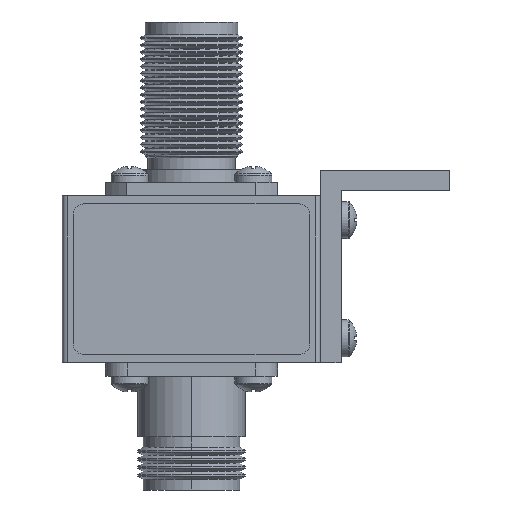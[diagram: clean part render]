
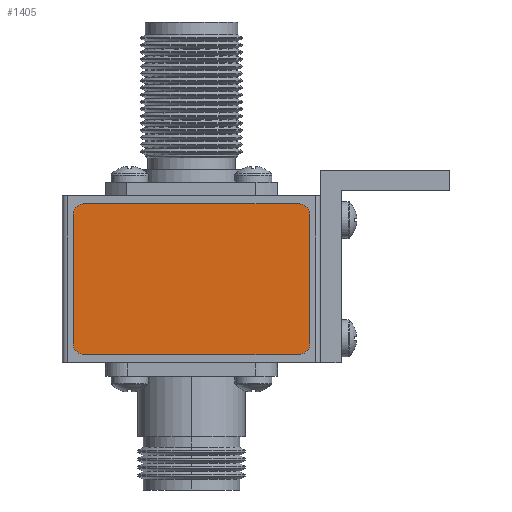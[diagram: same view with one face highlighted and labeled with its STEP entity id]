
A CAD part, front view. The second image highlights one B-rep face of the part: STEP entity #1405.
In plain terms, the highlighted face is planar.
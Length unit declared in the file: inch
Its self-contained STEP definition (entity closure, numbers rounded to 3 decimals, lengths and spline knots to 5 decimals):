
#113 = AXIS2_PLACEMENT_3D ( 'NONE', #16473, #6622, #1180 ) ;
#259 = DIRECTION ( 'NONE',  ( 1., 0., 0. ) ) ;
#672 = FACE_OUTER_BOUND ( 'NONE', #12892, .T. ) ;
#1025 = EDGE_CURVE ( 'NONE', #11497, #11431, #16861, .T. ) ;
#1111 = VERTEX_POINT ( 'NONE', #2872 ) ;
#1180 = DIRECTION ( 'NONE',  ( -1., 0., 0. ) ) ;
#1206 = VERTEX_POINT ( 'NONE', #9763 ) ;
#1253 = ORIENTED_EDGE ( 'NONE', *, *, #1025, .T. ) ;
#1405 = ADVANCED_FACE ( 'NONE', ( #672 ), #3040, .F. ) ;
#2872 = CARTESIAN_POINT ( 'NONE',  ( 0.625, -0.4375, 0.005 ) ) ;
#3040 = PLANE ( 'NONE',  #14066 ) ;
#3394 = AXIS2_PLACEMENT_3D ( 'NONE', #11690, #11576, #12983 ) ;
#3843 = CARTESIAN_POINT ( 'NONE',  ( -0.625, -0.375, 0.005 ) ) ;
#3919 = CARTESIAN_POINT ( 'NONE',  ( 0.6875, -0.375, 0.005 ) ) ;
#4094 = CARTESIAN_POINT ( 'NONE',  ( -0.625, 0.4375, 0.005 ) ) ;
#4363 = CARTESIAN_POINT ( 'NONE',  ( -0.625, -0.4375, 0.005 ) ) ;
#4686 = CARTESIAN_POINT ( 'NONE',  ( -0.6875, -0.375, 0.005 ) ) ;
#4764 = LINE ( 'NONE', #4094, #8614 ) ;
#5391 = DIRECTION ( 'NONE',  ( 0., 1., 0. ) ) ;
#6622 = DIRECTION ( 'NONE',  ( 0., 0., 1. ) ) ;
#6928 = VERTEX_POINT ( 'NONE', #10164 ) ;
#7359 = CARTESIAN_POINT ( 'NONE',  ( -0.625, -0.4375, 0.005 ) ) ;
#8354 = VERTEX_POINT ( 'NONE', #15329 ) ;
#8614 = VECTOR ( 'NONE', #13664, 39.37008 ) ;
#8652 = DIRECTION ( 'NONE',  ( 0., 0., -1. ) ) ;
#9089 = EDGE_CURVE ( 'NONE', #14332, #1111, #9304, .T. ) ;
#9126 = ORIENTED_EDGE ( 'NONE', *, *, #10349, .T. ) ;
#9132 = EDGE_CURVE ( 'NONE', #1111, #9719, #14104, .T. ) ;
#9304 = LINE ( 'NONE', #4363, #9963 ) ;
#9719 = VERTEX_POINT ( 'NONE', #14551 ) ;
#9763 = CARTESIAN_POINT ( 'NONE',  ( -0.6875, -0.375, 0.005 ) ) ;
#9963 = VECTOR ( 'NONE', #259, 39.37008 ) ;
#10087 = ORIENTED_EDGE ( 'NONE', *, *, #13999, .T. ) ;
#10164 = CARTESIAN_POINT ( 'NONE',  ( -0.625, 0.4375, 0.005 ) ) ;
#10176 = EDGE_CURVE ( 'NONE', #8354, #1206, #14071, .T. ) ;
#10257 = CARTESIAN_POINT ( 'NONE',  ( 0.6875, 0.375, 0.005 ) ) ;
#10349 = EDGE_CURVE ( 'NONE', #11431, #6928, #4764, .T. ) ;
#10350 = VECTOR ( 'NONE', #10444, 39.37008 ) ;
#10444 = DIRECTION ( 'NONE',  ( 0., -1., 0. ) ) ;
#10612 = DIRECTION ( 'NONE',  ( -1., 0., 0. ) ) ;
#10665 = DIRECTION ( 'NONE',  ( 1., 0., 0. ) ) ;
#11431 = VERTEX_POINT ( 'NONE', #12690 ) ;
#11497 = VERTEX_POINT ( 'NONE', #10257 ) ;
#11576 = DIRECTION ( 'NONE',  ( 0., 0., 1. ) ) ;
#11690 = CARTESIAN_POINT ( 'NONE',  ( -0.625, 0.375, 0.005 ) ) ;
#12031 = AXIS2_PLACEMENT_3D ( 'NONE', #17783, #13413, #10665 ) ;
#12659 = CARTESIAN_POINT ( 'NONE',  ( -0.625, -0.375, 0.005 ) ) ;
#12690 = CARTESIAN_POINT ( 'NONE',  ( 0.625, 0.4375, 0.005 ) ) ;
#12892 = EDGE_LOOP ( 'NONE', ( #10087, #17810, #12972, #14369, #1253, #9126, #14963, #17480 ) ) ;
#12972 = ORIENTED_EDGE ( 'NONE', *, *, #9132, .T. ) ;
#12983 = DIRECTION ( 'NONE',  ( -1., 0., 0. ) ) ;
#13122 = CIRCLE ( 'NONE', #16172, 0.0625 ) ;
#13413 = DIRECTION ( 'NONE',  ( 0., 0., 1. ) ) ;
#13664 = DIRECTION ( 'NONE',  ( -1., 0., 0. ) ) ;
#13999 = EDGE_CURVE ( 'NONE', #1206, #14332, #13122, .T. ) ;
#14066 = AXIS2_PLACEMENT_3D ( 'NONE', #12659, #8652, #14134 ) ;
#14071 = LINE ( 'NONE', #4686, #10350 ) ;
#14104 = CIRCLE ( 'NONE', #12031, 0.0625 ) ;
#14134 = DIRECTION ( 'NONE',  ( -1., 0., 0. ) ) ;
#14200 = VECTOR ( 'NONE', #5391, 39.37008 ) ;
#14332 = VERTEX_POINT ( 'NONE', #7359 ) ;
#14369 = ORIENTED_EDGE ( 'NONE', *, *, #15400, .T. ) ;
#14551 = CARTESIAN_POINT ( 'NONE',  ( 0.6875, -0.375, 0.005 ) ) ;
#14750 = CIRCLE ( 'NONE', #3394, 0.0625 ) ;
#14963 = ORIENTED_EDGE ( 'NONE', *, *, #17246, .T. ) ;
#15329 = CARTESIAN_POINT ( 'NONE',  ( -0.6875, 0.375, 0.005 ) ) ;
#15400 = EDGE_CURVE ( 'NONE', #9719, #11497, #17003, .T. ) ;
#16172 = AXIS2_PLACEMENT_3D ( 'NONE', #3843, #17366, #10612 ) ;
#16473 = CARTESIAN_POINT ( 'NONE',  ( 0.625, 0.375, 0.005 ) ) ;
#16861 = CIRCLE ( 'NONE', #113, 0.0625 ) ;
#17003 = LINE ( 'NONE', #3919, #14200 ) ;
#17246 = EDGE_CURVE ( 'NONE', #6928, #8354, #14750, .T. ) ;
#17366 = DIRECTION ( 'NONE',  ( 0., 0., 1. ) ) ;
#17480 = ORIENTED_EDGE ( 'NONE', *, *, #10176, .T. ) ;
#17783 = CARTESIAN_POINT ( 'NONE',  ( 0.625, -0.375, 0.005 ) ) ;
#17810 = ORIENTED_EDGE ( 'NONE', *, *, #9089, .T. ) ;
